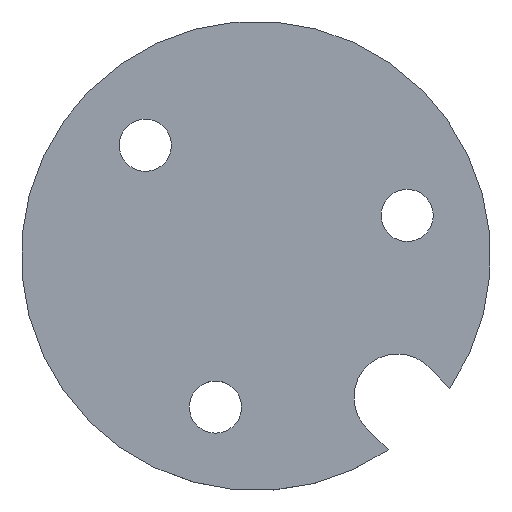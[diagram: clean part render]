
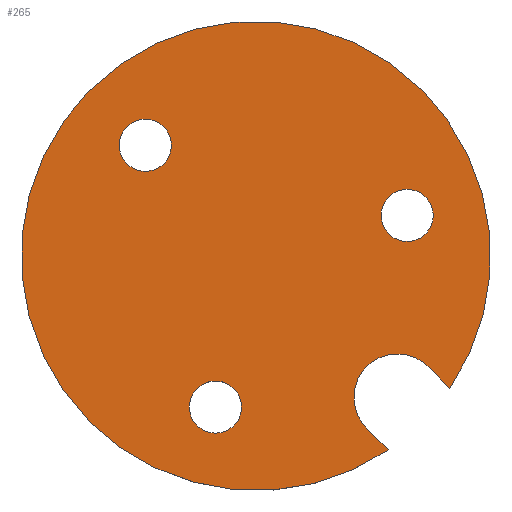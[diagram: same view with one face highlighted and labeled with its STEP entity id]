
A CAD part, top view. The second image highlights one B-rep face of the part: STEP entity #265.
In plain terms, the highlighted planar face has unit normal (0, 0, 1).
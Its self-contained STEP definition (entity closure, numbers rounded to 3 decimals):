
#24 = VERTEX_POINT('',#25);
#25 = CARTESIAN_POINT('',(66.916,48.158,0.));
#31 = EDGE_CURVE('',#24,#32,#34,.T.);
#32 = VERTEX_POINT('',#33);
#33 = CARTESIAN_POINT('',(70.461,51.7,0.));
#34 = CIRCLE('',#35,13.5);
#35 = AXIS2_PLACEMENT_3D('',#36,#37,#38);
#36 = CARTESIAN_POINT('',(59.313,59.313,0.));
#37 = DIRECTION('',(0.,0.,-1.));
#38 = DIRECTION('',(0.563,-0.826,0.));
#64 = EDGE_CURVE('',#32,#65,#67,.T.);
#65 = VERTEX_POINT('',#66);
#66 = CARTESIAN_POINT('',(69.213,52.949,0.));
#67 = LINE('',#68,#69);
#68 = CARTESIAN_POINT('',(70.461,51.7,0.));
#69 = VECTOR('',#70,1.);
#70 = DIRECTION('',(-0.707,0.707,0.));
#95 = EDGE_CURVE('',#65,#96,#98,.T.);
#96 = VERTEX_POINT('',#97);
#97 = CARTESIAN_POINT('',(65.678,49.413,0.));
#98 = CIRCLE('',#99,2.5);
#99 = AXIS2_PLACEMENT_3D('',#100,#101,#102);
#100 = CARTESIAN_POINT('',(67.445,51.181,0.));
#101 = DIRECTION('',(0.,0.,1.));
#102 = DIRECTION('',(0.707,0.707,-0.));
#128 = EDGE_CURVE('',#96,#24,#129,.T.);
#129 = LINE('',#130,#131);
#130 = CARTESIAN_POINT('',(65.678,49.413,0.));
#131 = VECTOR('',#132,1.);
#132 = DIRECTION('',(0.702,-0.712,0.));
#152 = VERTEX_POINT('',#153);
#153 = CARTESIAN_POINT('',(54.449,65.677,0.));
#159 = EDGE_CURVE('',#152,#152,#160,.T.);
#160 = CIRCLE('',#161,1.5);
#161 = AXIS2_PLACEMENT_3D('',#162,#163,#164);
#162 = CARTESIAN_POINT('',(52.949,65.677,0.));
#163 = DIRECTION('',(0.,0.,1.));
#164 = DIRECTION('',(1.,0.,-0.));
#185 = VERTEX_POINT('',#186);
#186 = CARTESIAN_POINT('',(58.484,50.62,0.));
#192 = EDGE_CURVE('',#185,#185,#193,.T.);
#193 = CIRCLE('',#194,1.5);
#194 = AXIS2_PLACEMENT_3D('',#195,#196,#197);
#195 = CARTESIAN_POINT('',(56.984,50.62,0.));
#196 = DIRECTION('',(0.,0.,1.));
#197 = DIRECTION('',(1.,0.,-0.));
#218 = VERTEX_POINT('',#219);
#219 = CARTESIAN_POINT('',(69.506,61.642,0.));
#225 = EDGE_CURVE('',#218,#218,#226,.T.);
#226 = CIRCLE('',#227,1.5);
#227 = AXIS2_PLACEMENT_3D('',#228,#229,#230);
#228 = CARTESIAN_POINT('',(68.006,61.642,0.));
#229 = DIRECTION('',(0.,0.,1.));
#230 = DIRECTION('',(1.,0.,-0.));
#265 = ADVANCED_FACE('',(#266,#272,#275,#278),#281,.F.);
#266 = FACE_BOUND('',#267,.F.);
#267 = EDGE_LOOP('',(#268,#269,#270,#271));
#268 = ORIENTED_EDGE('',*,*,#31,.T.);
#269 = ORIENTED_EDGE('',*,*,#64,.T.);
#270 = ORIENTED_EDGE('',*,*,#95,.T.);
#271 = ORIENTED_EDGE('',*,*,#128,.T.);
#272 = FACE_BOUND('',#273,.F.);
#273 = EDGE_LOOP('',(#274));
#274 = ORIENTED_EDGE('',*,*,#159,.T.);
#275 = FACE_BOUND('',#276,.F.);
#276 = EDGE_LOOP('',(#277));
#277 = ORIENTED_EDGE('',*,*,#192,.T.);
#278 = FACE_BOUND('',#279,.F.);
#279 = EDGE_LOOP('',(#280));
#280 = ORIENTED_EDGE('',*,*,#225,.T.);
#281 = PLANE('',#282);
#282 = AXIS2_PLACEMENT_3D('',#283,#284,#285);
#283 = CARTESIAN_POINT('',(60.049,58.577,0.));
#284 = DIRECTION('',(-0.,-0.,-1.));
#285 = DIRECTION('',(-1.,0.,0.));
